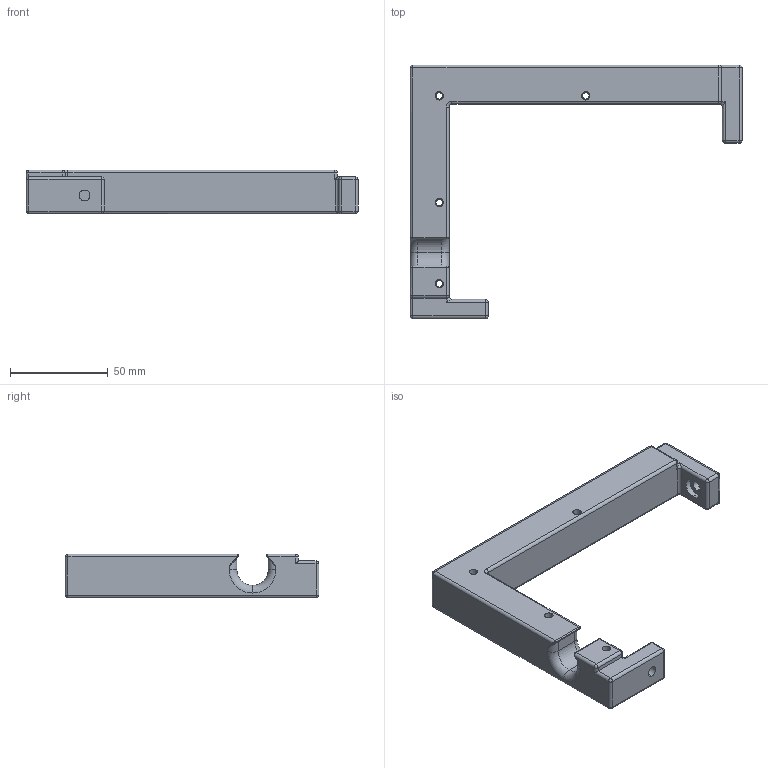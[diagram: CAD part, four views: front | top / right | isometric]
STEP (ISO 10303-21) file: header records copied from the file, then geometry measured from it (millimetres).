
FILE_DESCRIPTION (( 'STEP AP214' ), '1' );
FILE_NAME ('door cutout frame.STEP', '2025-09-18T19:08:24', ( '' ), ( '' ), 'SwSTEP 2.0', 'SolidWorks 2024', '' );
FILE_SCHEMA (( 'AUTOMOTIVE_DESIGN' ));
Length unit declared in the file: millimetre
Products named in the file (1): door cutout frame
Bounding box: 170 x 130 x 22.5 mm (x, y, z)
Volume: 124886.5 mm3; surface area: 27133.5 mm2
Topology: 1 solids, 1 shells, 159 faces, 371 edges, 190 vertices
Faces by surface type: cylinder 82, plane 29, sphere 22, bspline 16, torus 10
Entity records: 4714 total; most frequent: CARTESIAN_POINT 1299, DIRECTION 757, ORIENTED_EDGE 682, EDGE_CURVE 341, AXIS2_PLACEMENT_3D 308, VERTEX_POINT 190, EDGE_LOOP 177, CIRCLE 164
